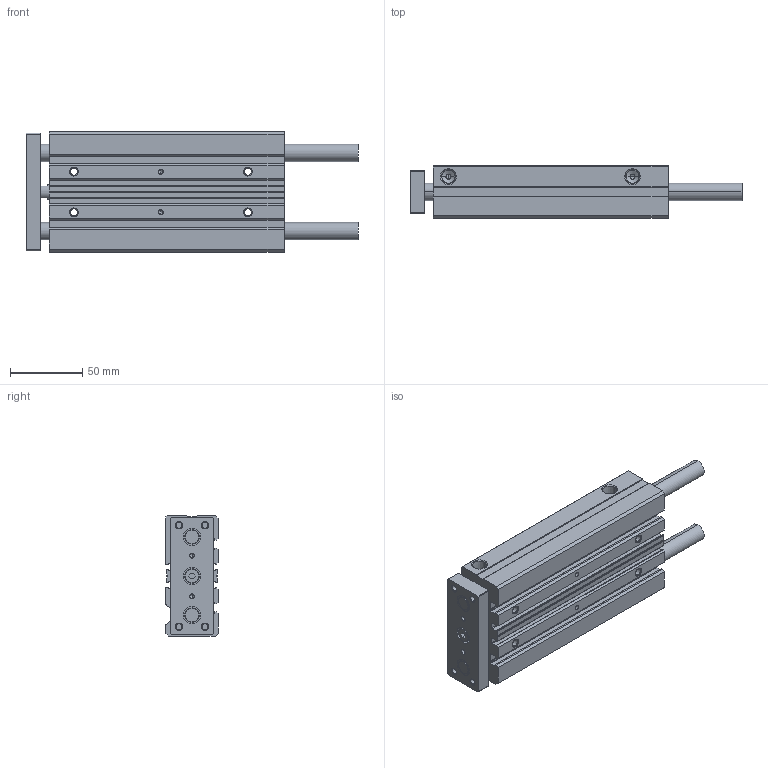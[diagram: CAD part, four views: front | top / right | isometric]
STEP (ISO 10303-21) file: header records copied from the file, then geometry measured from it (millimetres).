
FILE_DESCRIPTION (( 'STEP AP203' ), '1' );
FILE_NAME ('E20M125MD-M.step', '2021-03-08T15:57:17', ( '' ), ( '' ), 'SwSTEP 2.0', 'SolidWorks 2019', '' );
FILE_SCHEMA (( 'CONFIG_CONTROL_DESIGN' ));
Length unit declared in the file: millimetre
Products named in the file (3): E20M125MD-M; E20M125MD-M_ENDPLATE; E20M125MD-M_BODY
Assembly tree (2 placements, depth 2):
  E20M125MD-M
    E20M125MD-M_BODY
    E20M125MD-M_ENDPLATE
Bounding box: 229 x 36 x 83 mm (x, y, z)
Volume: 435810.9 mm3; surface area: 118373.6 mm2
Topology: 5 solids, 5 shells, 405 faces, 1011 edges, 628 vertices
Faces by surface type: cylinder 182, plane 128, cone 95
Entity records: 12399 total; most frequent: DIRECTION 2224, CARTESIAN_POINT 2159, ORIENTED_EDGE 1974, EDGE_CURVE 987, AXIS2_PLACEMENT_3D 839, VERTEX_POINT 628, VECTOR 546, LINE 546
